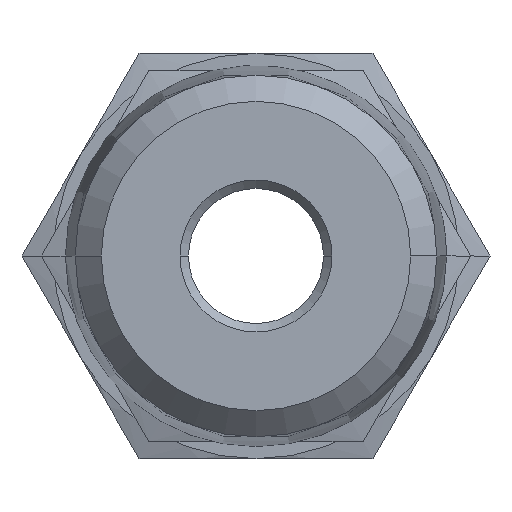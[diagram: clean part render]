
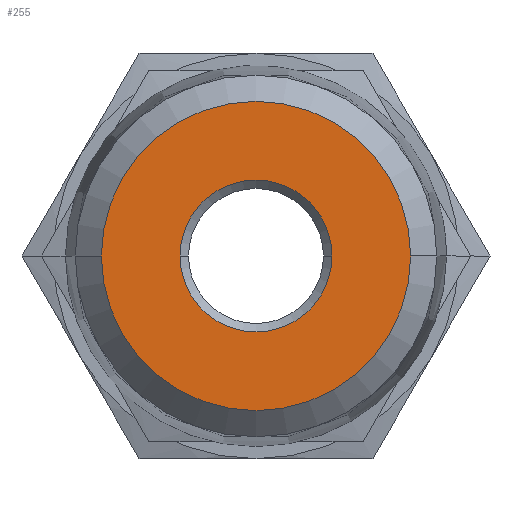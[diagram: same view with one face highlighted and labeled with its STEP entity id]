
A CAD part, left-side view. The second image highlights one B-rep face of the part: STEP entity #255.
In plain terms, the highlighted planar face has unit normal (-1, 0, 0).
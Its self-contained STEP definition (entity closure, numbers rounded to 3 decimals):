
#255 = ADVANCED_FACE( '', ( #477, #478 ), #479, .T. );
#477 = FACE_BOUND( '', #748, .T. );
#478 = FACE_OUTER_BOUND( '', #749, .T. );
#479 = PLANE( '', #750 );
#748 = EDGE_LOOP( '', ( #1493, #1494 ) );
#749 = EDGE_LOOP( '', ( #1495, #1496 ) );
#750 = AXIS2_PLACEMENT_3D( '', #1497, #1498, #1499 );
#1493 = ORIENTED_EDGE( '', *, *, #2002, .F. );
#1494 = ORIENTED_EDGE( '', *, *, #1849, .F. );
#1495 = ORIENTED_EDGE( '', *, *, #1819, .T. );
#1496 = ORIENTED_EDGE( '', *, *, #2016, .T. );
#1497 = CARTESIAN_POINT( '', ( -21., 6.829, 0. ) );
#1498 = DIRECTION( '', ( -1., 0., 0. ) );
#1499 = DIRECTION( '', ( 0., 1., 0. ) );
#1819 = EDGE_CURVE( '', #2110, #2114, #2116, .T. );
#1849 = EDGE_CURVE( '', #2168, #2166, #2170, .T. );
#2002 = EDGE_CURVE( '', #2166, #2168, #2419, .T. );
#2016 = EDGE_CURVE( '', #2114, #2110, #2434, .T. );
#2110 = VERTEX_POINT( '', #2580 );
#2114 = VERTEX_POINT( '', #2585 );
#2116 = CIRCLE( '', #2588, 9.158 );
#2166 = VERTEX_POINT( '', #2654 );
#2168 = VERTEX_POINT( '', #2657 );
#2170 = CIRCLE( '', #2660, 4.5 );
#2419 = CIRCLE( '', #3221, 4.5 );
#2434 = CIRCLE( '', #3236, 9.158 );
#2580 = CARTESIAN_POINT( '', ( -21., 9.158, 0. ) );
#2585 = CARTESIAN_POINT( '', ( -21., -9.158, 0. ) );
#2588 = AXIS2_PLACEMENT_3D( '', #3630, #3631, #3632 );
#2654 = CARTESIAN_POINT( '', ( -21., 4.5, 0. ) );
#2657 = CARTESIAN_POINT( '', ( -21., -4.5, 0. ) );
#2660 = AXIS2_PLACEMENT_3D( '', #3684, #3685, #3686 );
#3221 = AXIS2_PLACEMENT_3D( '', #3879, #3880, #3881 );
#3236 = AXIS2_PLACEMENT_3D( '', #3921, #3922, #3923 );
#3630 = CARTESIAN_POINT( '', ( -21., 0., 0. ) );
#3631 = DIRECTION( '', ( -1., 0., 0. ) );
#3632 = DIRECTION( '', ( 0., 1., 0. ) );
#3684 = CARTESIAN_POINT( '', ( -21., 0., 0. ) );
#3685 = DIRECTION( '', ( -1., 0., 0. ) );
#3686 = DIRECTION( '', ( 0., 1., 0. ) );
#3879 = CARTESIAN_POINT( '', ( -21., 0., 0. ) );
#3880 = DIRECTION( '', ( -1., 0., 0. ) );
#3881 = DIRECTION( '', ( 0., 1., 0. ) );
#3921 = CARTESIAN_POINT( '', ( -21., 0., 0. ) );
#3922 = DIRECTION( '', ( -1., 0., 0. ) );
#3923 = DIRECTION( '', ( 0., 1., 0. ) );
